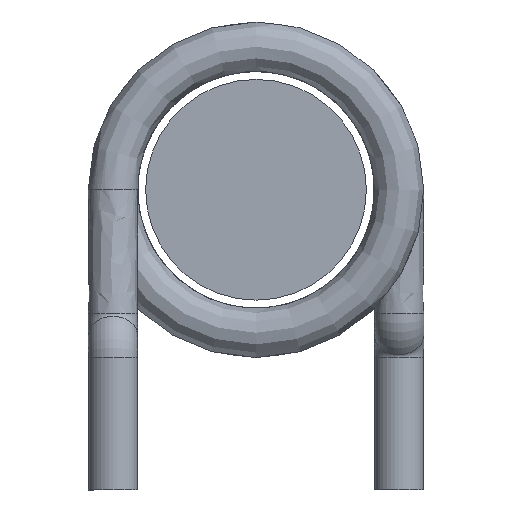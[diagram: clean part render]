
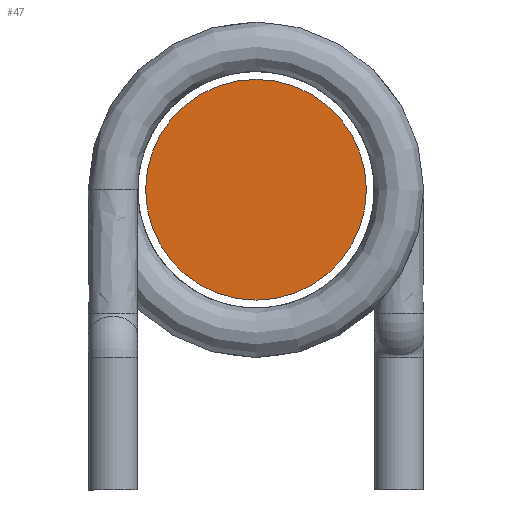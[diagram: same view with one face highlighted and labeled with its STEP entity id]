
A CAD part, front view. The second image highlights one B-rep face of the part: STEP entity #47.
In plain terms, the highlighted planar face has unit normal (0, -1, 0).
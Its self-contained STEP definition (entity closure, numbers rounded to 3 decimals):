
#47 = ADVANCED_FACE( '', ( #96 ), #97, .F. );
#96 = FACE_OUTER_BOUND( '', #161, .T. );
#97 = PLANE( '', #162 );
#161 = EDGE_LOOP( '', ( #1135 ) );
#162 = AXIS2_PLACEMENT_3D( '', #1136, #1137, #1138 );
#1135 = ORIENTED_EDGE( '', *, *, #1206, .F. );
#1136 = CARTESIAN_POINT( '', ( 0., -7.7, 0. ) );
#1137 = DIRECTION( '', ( 0., 1., 0. ) );
#1138 = DIRECTION( '', ( 0., 0., 1. ) );
#1206 = EDGE_CURVE( '', #1232, #1232, #1233, .T. );
#1232 = VERTEX_POINT( '', #1270 );
#1233 = CIRCLE( '', #1271, 2.5 );
#1270 = CARTESIAN_POINT( '', ( 2.5, -7.7, 0. ) );
#1271 = AXIS2_PLACEMENT_3D( '', #1341, #1342, #1343 );
#1341 = CARTESIAN_POINT( '', ( 0., -7.7, 0. ) );
#1342 = DIRECTION( '', ( 0., 1., 0. ) );
#1343 = DIRECTION( '', ( 1., 0., 0. ) );
